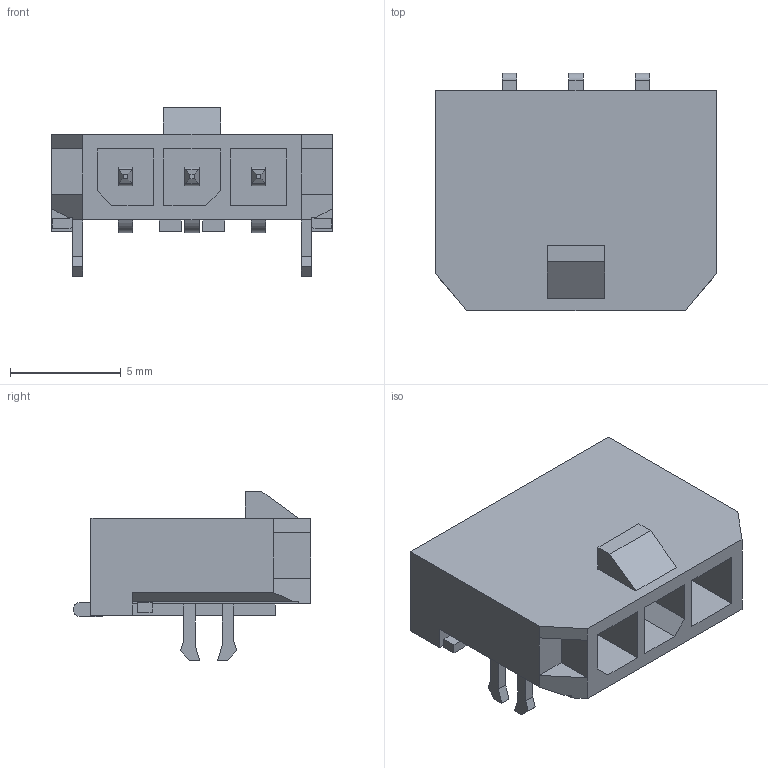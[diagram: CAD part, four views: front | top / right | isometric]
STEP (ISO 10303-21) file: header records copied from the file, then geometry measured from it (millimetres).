
FILE_DESCRIPTION(/* description */ (''),/* implementation_level */ '2;1');
FILE_NAME(/* name */ '436500310wbm000_02_214.stp',/* time_stamp */ '2024-04-18T14:46:34+05:00',/* author */ (''),/* organization */ (''),/* preprocessor_version */ 'ST-DEVELOPER v16.7',/* originating_system */ 'SIEMENS PLM Software NX 1919',/* authorisation */ '');
FILE_SCHEMA (('AUTOMOTIVE_DESIGN { 1 0 10303 214 3 1 1 1 }'));
Length unit declared in the file: millimetre
Products named in the file (1): 436500310wbm000_02
Bounding box: 12.65 x 10.7 x 7.6 mm (x, y, z)
Volume: 364 mm3; surface area: 706.3 mm2
Topology: 1 solids, 1 shells, 163 faces, 424 edges, 276 vertices
Faces by surface type: plane 147, cylinder 16
Entity records: 4914 total; most frequent: CARTESIAN_POINT 864, ORIENTED_EDGE 848, DIRECTION 784, EDGE_CURVE 424, LINE 392, VECTOR 392, VERTEX_POINT 276, AXIS2_PLACEMENT_3D 196
